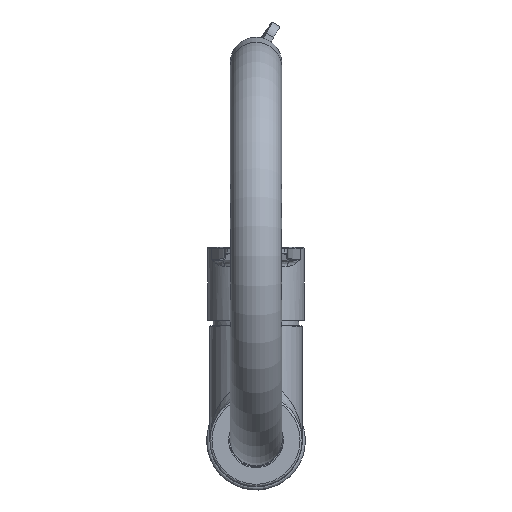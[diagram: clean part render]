
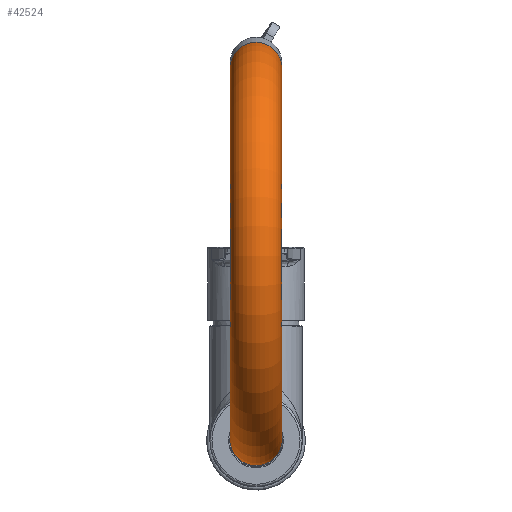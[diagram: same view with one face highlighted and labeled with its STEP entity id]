
A CAD part, top view. The second image highlights one B-rep face of the part: STEP entity #42524.
In plain terms, the highlighted toroidal (fillet/blend) face has major radius 87 mm and minor radius 12 mm.
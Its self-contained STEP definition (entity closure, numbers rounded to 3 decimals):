
#4234 = ORIENTED_EDGE ( 'NONE', *, *, #4550, .T. ) ;
#4550 = EDGE_CURVE ( 'NONE', #43670, #43670, #11462, .T. ) ;
#5505 = DIRECTION ( 'NONE',  ( 0., -1., 0. ) ) ;
#8225 = CARTESIAN_POINT ( 'NONE',  ( 0., 173.245, 254.939 ) ) ;
#9674 = EDGE_LOOP ( 'NONE', ( #4234 ) ) ;
#11462 = CIRCLE ( 'NONE', #50573, 12. ) ;
#12167 = DIRECTION ( 'NONE',  ( 0., 0.131, -0.991 ) ) ;
#14108 = FACE_OUTER_BOUND ( 'NONE', #9674, .T. ) ;
#23294 = TOROIDAL_SURFACE ( 'NONE', #45367, 87., 12. ) ;
#23366 = CARTESIAN_POINT ( 'NONE',  ( 0., 0., 243.5 ) ) ;
#26399 = VERTEX_POINT ( 'NONE', #27747 ) ;
#27416 = CARTESIAN_POINT ( 'NONE',  ( 12., 0., 243.5 ) ) ;
#27463 = DIRECTION ( 'NONE',  ( 1., 0., 0. ) ) ;
#27662 = FACE_OUTER_BOUND ( 'NONE', #37925, .T. ) ;
#27682 = DIRECTION ( 'NONE',  ( 1., 0., 0. ) ) ;
#27747 = CARTESIAN_POINT ( 'NONE',  ( 12., 173.245, 254.939 ) ) ;
#28836 = DIRECTION ( 'NONE',  ( -1., 0., 0. ) ) ;
#31775 = DIRECTION ( 'NONE',  ( 0., 0., 1. ) ) ;
#36845 = CIRCLE ( 'NONE', #37996, 12. ) ;
#37925 = EDGE_LOOP ( 'NONE', ( #39565 ) ) ;
#37928 = EDGE_CURVE ( 'NONE', #26399, #26399, #36845, .T. ) ;
#37996 = AXIS2_PLACEMENT_3D ( 'NONE', #8225, #12167, #27463 ) ;
#39565 = ORIENTED_EDGE ( 'NONE', *, *, #37928, .F. ) ;
#41079 = CARTESIAN_POINT ( 'NONE',  ( 0., 87., 243.5 ) ) ;
#42524 = ADVANCED_FACE ( 'NONE', ( #27662, #14108 ), #23294, .T. ) ;
#43670 = VERTEX_POINT ( 'NONE', #27416 ) ;
#45367 = AXIS2_PLACEMENT_3D ( 'NONE', #41079, #28836, #5505 ) ;
#50573 = AXIS2_PLACEMENT_3D ( 'NONE', #23366, #31775, #27682 ) ;
